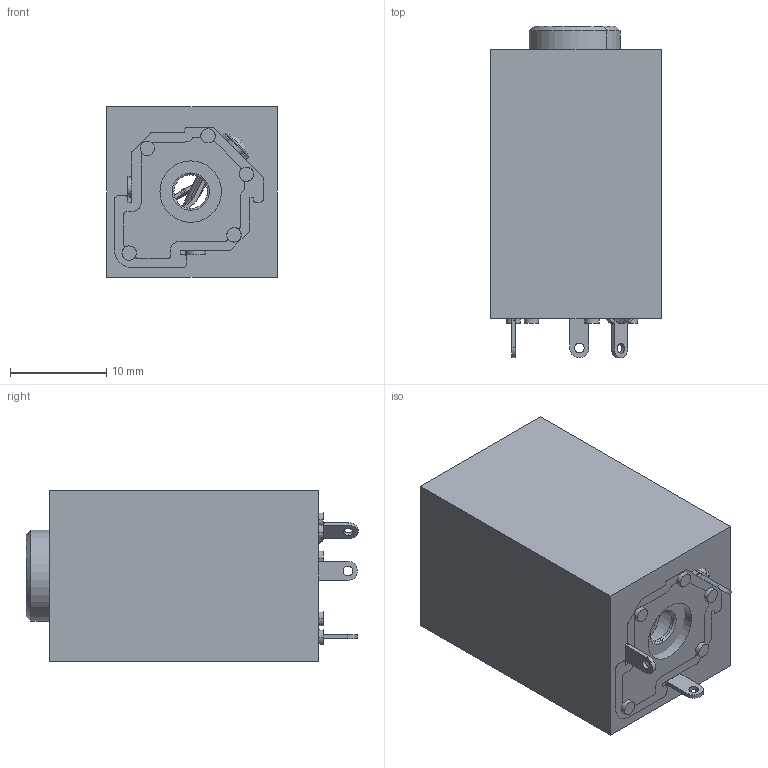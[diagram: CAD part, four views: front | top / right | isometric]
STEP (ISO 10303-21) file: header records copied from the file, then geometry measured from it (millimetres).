
FILE_DESCRIPTION((''),'2;1');
FILE_NAME('RJ3VI-S_ASM','2021-03-26T',('yuj'),(''),'PRO/ENGINEER BY PARAMETRIC TECHNOLOGY CORPORATION, 2013040','PRO/ENGINEER BY PARAMETRIC TECHNOLOGY CORPORATION, 2013040','');
FILE_SCHEMA(('CONFIG_CONTROL_DESIGN'));
Length unit declared in the file: millimetre
Products named in the file (1): RJ3VI-S_ASM
Bounding box: 17.74 x 34.55 x 17.74 mm (x, y, z)
Volume: 7819.5 mm3; surface area: 5870.7 mm2
Topology: 1 solids, 7 shells, 935 faces, 2291 edges, 1361 vertices
Faces by surface type: cylinder 350, plane 300, sphere 100, bspline 82, cone 53, torus 50
Entity records: 31536 total; most frequent: CARTESIAN_POINT 10639, ORIENTED_EDGE 4558, DIRECTION 4052, EDGE_CURVE 2287, AXIS2_PLACEMENT_3D 1492, VERTEX_POINT 1361, VECTOR 1068, LINE 1068
